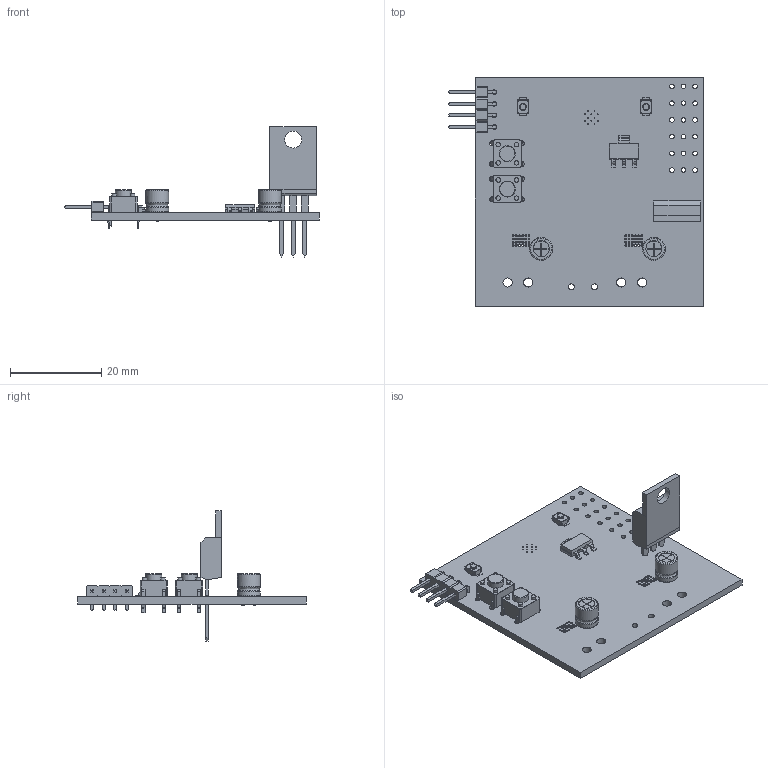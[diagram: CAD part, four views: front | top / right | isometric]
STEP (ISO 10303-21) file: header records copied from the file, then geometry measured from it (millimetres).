
FILE_DESCRIPTION(('KiCad electronic assembly'),'2;1');
FILE_NAME('Main_Board_ONAGA.step','2023-10-04T23:55:15',('Pcbnew'),( 'Kicad'),'Open CASCADE STEP processor 7.6','KiCad to STEP converter' ,'Unknown');
FILE_SCHEMA(('AUTOMOTIVE_DESIGN { 1 0 10303 214 1 1 1 1 }'));
Length unit declared in the file: millimetre
Products named in the file (14): Main_Board_ONAGA 1; PinHeader_1x04_P2.54mm_Horizontal; SOLID; SOT-223; SW_PUSH_6mm_H5mm; CP_Radial_D5.0mm_P2.50mm; TO-220-3_Vertical; SW_SPST_B3U-1000P; PCB
Assembly tree (16 placements, depth 3):
  Main_Board_ONAGA 1
    PinHeader_1x04_P2.54mm_Horizontal
      SOLID
    SOT-223
      SOLID
    SW_PUSH_6mm_H5mm  x2
      SOLID
    CP_Radial_D5.0mm_P2.50mm  x2
      SOLID
    TO-220-3_Vertical
      SOLID
    SW_SPST_B3U-1000P  x2
      SOLID
    PCB
Bounding box: 55.84 x 50 x 28.52 mm (x, y, z)
Volume: 4977.9 mm3; surface area: 7271 mm2
Topology: 10 solids, 12 shells, 1139 faces, 2951 edges, 1802 vertices
Faces by surface type: plane 593, cylinder 434, torus 40, sphere 34, bspline 28, revolution 10
Full cylindrical faces by diameter (mm): 0.2 x12, 0.4 x48, 0.5 x4, 0.8 x4, 1 x30, 1.1 x11, 1.3 x2, 1.5 x2, 1.999 x4, 3.5 x2, 3.735 x1
Entity records: 56961 total; most frequent: CARTESIAN_POINT 13480, DIRECTION 7314, LINE 4568, VECTOR 4568, ORIENTED_EDGE 3850, PCURVE 3850, DEFINITIONAL_REPRESENTATION 3850, EDGE_CURVE 1925
